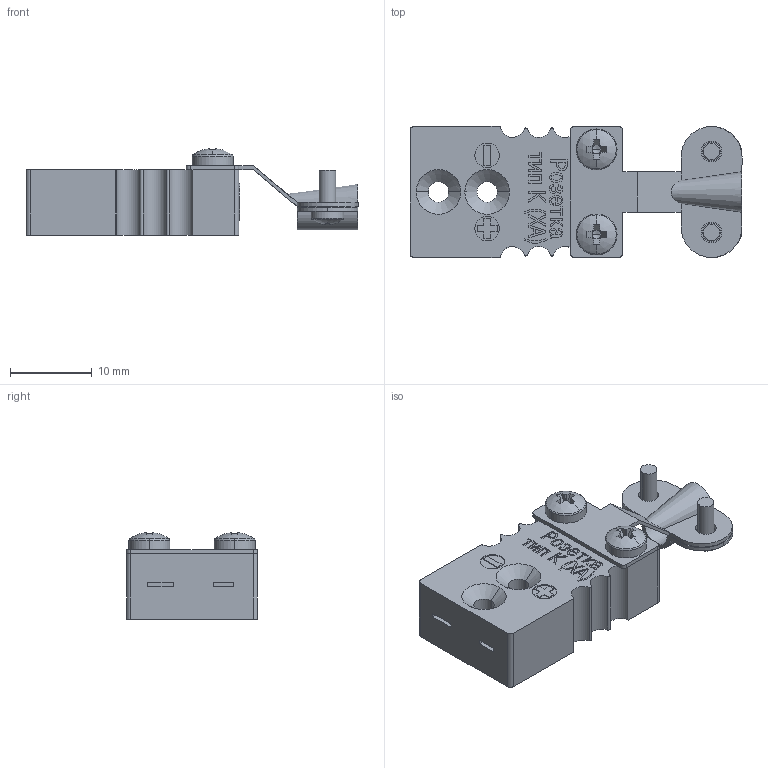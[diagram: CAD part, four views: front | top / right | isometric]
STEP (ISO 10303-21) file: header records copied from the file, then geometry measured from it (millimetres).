
FILE_DESCRIPTION (( 'STEP AP203' ), '1' );
FILE_NAME ('ﾐﾎﾇﾅﾒﾊﾀ ﾌﾈﾍﾈ. ﾒﾈﾏ ﾊ.STEP', '2019-06-27T08:39:19', ( '' ), ( '' ), 'SwSTEP 2.0', 'SolidWorks 2015', '' );
FILE_SCHEMA (( 'CONFIG_CONTROL_DESIGN' ));
Length unit declared in the file: millimetre
Products named in the file (5): pan head cross recess screw_iso_ISO 7045 - M2 x 5 - Z --- 5N; Ðîçåòêà ìèíè , òèï Ê; Ïðèõâàò êðîíøòåéíà , âèëêà ìèíè , òèï ê; ﾐﾎﾇﾅﾒﾊﾀ ﾌﾈﾍﾈ. ﾒﾈﾏ ﾊ; pan head cross recess screw_iso_ISO 7045 - M2.5 x 8 - Z --- 8N
Assembly tree (6 placements, depth 2):
  ﾐﾎﾇﾅﾒﾊﾀ ﾌﾈﾍﾈ. ﾒﾈﾏ ﾊ
    Ðîçåòêà ìèíè , òèï Ê
    Ïðèõâàò êðîíøòåéíà , âèëêà ìèíè , òèï ê
    pan head cross recess screw_iso_ISO 7045 - M2.5 x 8 - Z --- 8N  x2
    pan head cross recess screw_iso_ISO 7045 - M2 x 5 - Z --- 5N  x2
Bounding box: 40.56 x 16 x 10.55 mm (x, y, z)
Volume: 3175.7 mm3; surface area: 3027.5 mm2
Topology: 6 solids, 6 shells, 888 faces, 2415 edges, 1572 vertices
Faces by surface type: plane 738, cylinder 70, cone 56, torus 16, sphere 8
Entity records: 25746 total; most frequent: CARTESIAN_POINT 4572, ORIENTED_EDGE 4414, DIRECTION 4035, EDGE_CURVE 2207, LINE 1933, VECTOR 1933, VERTEX_POINT 1452, AXIS2_PLACEMENT_3D 1051
